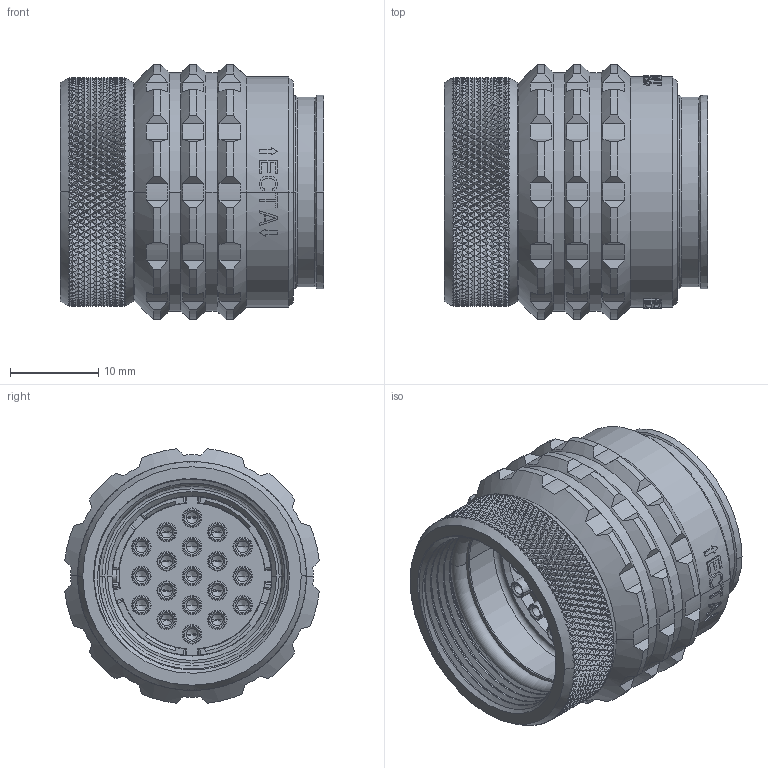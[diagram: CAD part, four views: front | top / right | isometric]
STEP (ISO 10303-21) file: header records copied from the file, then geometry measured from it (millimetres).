
FILE_DESCRIPTION((''),'2;1');
FILE_NAME('1332M319FZ','2024-07-30T16:19:10',('paultorloting'),('NET AG system integration'),'CREO PARAMETRIC BY PTC INC, 2021404','CREO PARAMETRIC BY PTC INC, 2021404','');
FILE_SCHEMA(('AUTOMOTIVE_DESIGN { 1 0 10303 214 1 1 1 1 }'));
Products named in the file (1): 1332M319FZ
Bounding box: 29.8 x 28.79 x 28.79 mm (x, y, z)
Volume: 9662.3 mm3; surface area: 13292.1 mm2
Topology: 1 solids, 2 shells, 7820 faces, 18025 edges, 10315 vertices
Faces by surface type: plane 5676, cylinder 1704, torus 233, cone 193, sphere 8, bspline 6
Entity records: 279537 total; most frequent: CARTESIAN_POINT 61379, ORIENTED_EDGE 35894, DIRECTION 29936, EDGE_CURVE 17947, VERTEX_POINT 10315, AXIS2_PLACEMENT_3D 10162, VECTOR 9609, LINE 9609
